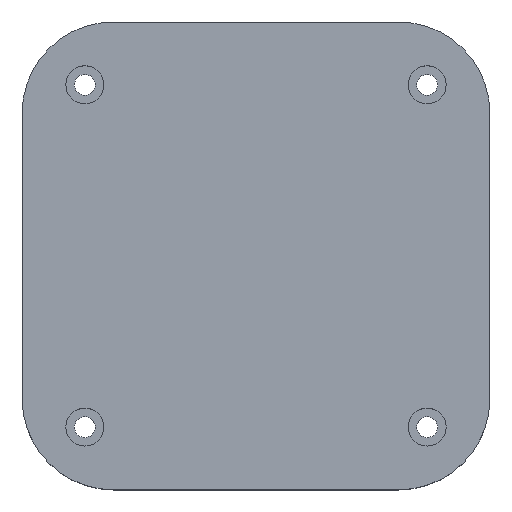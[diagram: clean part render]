
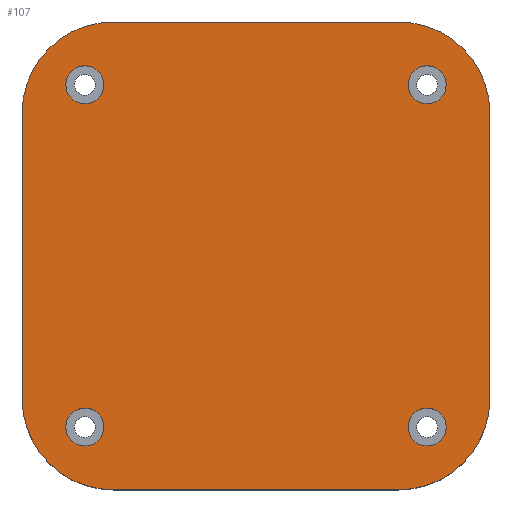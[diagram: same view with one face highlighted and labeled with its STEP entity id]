
A CAD part, top view. The second image highlights one B-rep face of the part: STEP entity #107.
In plain terms, the highlighted planar face has unit normal (0, 0, 1).
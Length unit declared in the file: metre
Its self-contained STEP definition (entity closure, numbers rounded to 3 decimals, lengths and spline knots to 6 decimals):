
#107=ADVANCED_FACE('0:478',(#221,#222,#223,#224,#225),#226,.T.);
#221=FACE_BOUND('',#343,.T.);
#222=FACE_BOUND('',#344,.T.);
#223=FACE_BOUND('',#345,.T.);
#224=FACE_BOUND('',#346,.T.);
#225=FACE_OUTER_BOUND('',#347,.T.);
#226=PLANE('',#348);
#343=EDGE_LOOP('',(#575,#576));
#344=EDGE_LOOP('',(#577,#578));
#345=EDGE_LOOP('',(#579,#580));
#346=EDGE_LOOP('',(#581,#582));
#347=EDGE_LOOP('',(#583,#584,#585,#586,#587,#588,#589,#590,#591,#592,#593,#594));
#348=AXIS2_PLACEMENT_3D('',#595,#596,#597);
#575=ORIENTED_EDGE('',*,*,#774,.F.);
#576=ORIENTED_EDGE('',*,*,#709,.F.);
#577=ORIENTED_EDGE('',*,*,#768,.F.);
#578=ORIENTED_EDGE('',*,*,#724,.F.);
#579=ORIENTED_EDGE('',*,*,#770,.F.);
#580=ORIENTED_EDGE('',*,*,#719,.F.);
#581=ORIENTED_EDGE('',*,*,#772,.F.);
#582=ORIENTED_EDGE('',*,*,#714,.F.);
#583=ORIENTED_EDGE('',*,*,#706,.F.);
#584=ORIENTED_EDGE('',*,*,#776,.F.);
#585=ORIENTED_EDGE('',*,*,#777,.F.);
#586=ORIENTED_EDGE('',*,*,#701,.F.);
#587=ORIENTED_EDGE('',*,*,#778,.F.);
#588=ORIENTED_EDGE('',*,*,#779,.F.);
#589=ORIENTED_EDGE('',*,*,#696,.F.);
#590=ORIENTED_EDGE('',*,*,#780,.F.);
#591=ORIENTED_EDGE('',*,*,#781,.F.);
#592=ORIENTED_EDGE('',*,*,#691,.F.);
#593=ORIENTED_EDGE('',*,*,#782,.F.);
#594=ORIENTED_EDGE('',*,*,#783,.F.);
#595=CARTESIAN_POINT('',(0.0,0.0,0.025));
#596=DIRECTION('',(0.0,0.0,1.0));
#597=DIRECTION('',(1.0,0.0,0.0));
#691=EDGE_CURVE('0:205',#812,#808,#814,.T.);
#696=EDGE_CURVE('0:193',#821,#817,#823,.T.);
#701=EDGE_CURVE('0:181',#830,#826,#832,.T.);
#706=EDGE_CURVE('0:169',#839,#835,#841,.T.);
#709=EDGE_CURVE('0:544',#843,#846,#847,.T.);
#714=EDGE_CURVE('0:554',#852,#855,#856,.T.);
#719=EDGE_CURVE('0:564',#861,#864,#865,.T.);
#724=EDGE_CURVE('0:574',#870,#873,#874,.T.);
#768=EDGE_CURVE('0:574',#873,#870,#935,.T.);
#770=EDGE_CURVE('0:564',#864,#861,#937,.T.);
#772=EDGE_CURVE('0:554',#855,#852,#939,.T.);
#774=EDGE_CURVE('0:544',#846,#843,#941,.T.);
#776=EDGE_CURVE('0:110',#943,#839,#944,.T.);
#777=EDGE_CURVE('0:181',#826,#943,#945,.T.);
#778=EDGE_CURVE('0:101',#946,#830,#947,.T.);
#779=EDGE_CURVE('0:193',#817,#946,#948,.T.);
#780=EDGE_CURVE('0:89',#949,#821,#950,.T.);
#781=EDGE_CURVE('0:205',#808,#949,#951,.T.);
#782=EDGE_CURVE('0:119',#952,#812,#953,.T.);
#783=EDGE_CURVE('0:169',#835,#952,#954,.T.);
#808=VERTEX_POINT('',#983);
#812=VERTEX_POINT('',#988);
#814=CIRCLE('',#991,0.024);
#817=VERTEX_POINT('',#994);
#821=VERTEX_POINT('',#999);
#823=CIRCLE('',#1002,0.024);
#826=VERTEX_POINT('',#1005);
#830=VERTEX_POINT('',#1010);
#832=CIRCLE('',#1013,0.024);
#835=VERTEX_POINT('',#1016);
#839=VERTEX_POINT('',#1021);
#841=CIRCLE('',#1024,0.024);
#843=VERTEX_POINT('',#1026);
#846=VERTEX_POINT('',#1030);
#847=CIRCLE('',#1031,0.005);
#852=VERTEX_POINT('',#1037);
#855=VERTEX_POINT('',#1041);
#856=CIRCLE('',#1042,0.005);
#861=VERTEX_POINT('',#1048);
#864=VERTEX_POINT('',#1052);
#865=CIRCLE('',#1053,0.005);
#870=VERTEX_POINT('',#1059);
#873=VERTEX_POINT('',#1063);
#874=CIRCLE('',#1064,0.005);
#935=CIRCLE('',#1134,0.005);
#937=CIRCLE('',#1136,0.005);
#939=CIRCLE('',#1138,0.005);
#941=CIRCLE('',#1140,0.005);
#943=VERTEX_POINT('',#1142);
#944=LINE('',#1143,#1144);
#945=CIRCLE('',#1145,0.024);
#946=VERTEX_POINT('',#1146);
#947=LINE('',#1147,#1148);
#948=CIRCLE('',#1149,0.024);
#949=VERTEX_POINT('',#1150);
#950=LINE('',#1151,#1152);
#951=CIRCLE('',#1153,0.024);
#952=VERTEX_POINT('',#1154);
#953=LINE('',#1155,#1156);
#954=CIRCLE('',#1157,0.024);
#983=CARTESIAN_POINT('',(0.007029,0.115971,0.025));
#988=CARTESIAN_POINT('',(0.0,0.099,0.025));
#991=AXIS2_PLACEMENT_3D('',#1197,#1198,#1199);
#994=CARTESIAN_POINT('',(0.115971,0.115971,0.025));
#999=CARTESIAN_POINT('',(0.099,0.123,0.025));
#1002=AXIS2_PLACEMENT_3D('',#1205,#1206,#1207);
#1005=CARTESIAN_POINT('',(0.115971,0.007029,0.025));
#1010=CARTESIAN_POINT('',(0.123,0.024,0.025));
#1013=AXIS2_PLACEMENT_3D('',#1213,#1214,#1215);
#1016=CARTESIAN_POINT('',(0.007029,0.007029,0.025));
#1021=CARTESIAN_POINT('',(0.024,0.0,0.025));
#1024=AXIS2_PLACEMENT_3D('',#1221,#1222,#1223);
#1026=CARTESIAN_POINT('',(0.0115,0.0165,0.025));
#1030=CARTESIAN_POINT('',(0.0215,0.0165,0.025));
#1031=AXIS2_PLACEMENT_3D('',#1225,#1226,#1227);
#1037=CARTESIAN_POINT('',(0.0115,0.1065,0.025));
#1041=CARTESIAN_POINT('',(0.0215,0.1065,0.025));
#1042=AXIS2_PLACEMENT_3D('',#1233,#1234,#1235);
#1048=CARTESIAN_POINT('',(0.1015,0.1065,0.025));
#1052=CARTESIAN_POINT('',(0.1115,0.1065,0.025));
#1053=AXIS2_PLACEMENT_3D('',#1241,#1242,#1243);
#1059=CARTESIAN_POINT('',(0.1015,0.0165,0.025));
#1063=CARTESIAN_POINT('',(0.1115,0.0165,0.025));
#1064=AXIS2_PLACEMENT_3D('',#1249,#1250,#1251);
#1134=AXIS2_PLACEMENT_3D('',#1324,#1325,#1326);
#1136=AXIS2_PLACEMENT_3D('',#1327,#1328,#1329);
#1138=AXIS2_PLACEMENT_3D('',#1330,#1331,#1332);
#1140=AXIS2_PLACEMENT_3D('',#1333,#1334,#1335);
#1142=CARTESIAN_POINT('',(0.099,0.0,0.025));
#1143=CARTESIAN_POINT('',(0.0,0.0,0.025));
#1144=VECTOR('',#1336,1.0);
#1145=AXIS2_PLACEMENT_3D('',#1337,#1338,#1339);
#1146=CARTESIAN_POINT('',(0.123,0.099,0.025));
#1147=CARTESIAN_POINT('',(0.123,0.0,0.025));
#1148=VECTOR('',#1340,1.0);
#1149=AXIS2_PLACEMENT_3D('',#1341,#1342,#1343);
#1150=CARTESIAN_POINT('',(0.024,0.123,0.025));
#1151=CARTESIAN_POINT('',(0.123,0.123,0.025));
#1152=VECTOR('',#1344,1.0);
#1153=AXIS2_PLACEMENT_3D('',#1345,#1346,#1347);
#1154=CARTESIAN_POINT('',(0.0,0.024,0.025));
#1155=CARTESIAN_POINT('',(0.0,0.123,0.025));
#1156=VECTOR('',#1348,1.0);
#1157=AXIS2_PLACEMENT_3D('',#1349,#1350,#1351);
#1197=CARTESIAN_POINT('',(0.024,0.099,0.025));
#1198=DIRECTION('',(-0.0,0.0,-1.0));
#1199=DIRECTION('',(-0.707,0.707,0.0));
#1205=CARTESIAN_POINT('',(0.099,0.099,0.025));
#1206=DIRECTION('',(0.0,0.0,-1.0));
#1207=DIRECTION('',(0.707,0.707,0.0));
#1213=CARTESIAN_POINT('',(0.099,0.024,0.025));
#1214=DIRECTION('',(0.0,-0.0,-1.0));
#1215=DIRECTION('',(0.707,-0.707,0.0));
#1221=CARTESIAN_POINT('',(0.024,0.024,0.025));
#1222=DIRECTION('',(-0.0,0.0,-1.0));
#1223=DIRECTION('',(-0.707,-0.707,0.0));
#1225=CARTESIAN_POINT('',(0.0165,0.0165,0.025));
#1226=DIRECTION('',(0.0,0.0,1.0));
#1227=DIRECTION('',(1.0,0.0,-0.0));
#1233=CARTESIAN_POINT('',(0.0165,0.1065,0.025));
#1234=DIRECTION('',(0.0,0.0,1.0));
#1235=DIRECTION('',(1.0,0.0,-0.0));
#1241=CARTESIAN_POINT('',(0.1065,0.1065,0.025));
#1242=DIRECTION('',(0.0,0.0,1.0));
#1243=DIRECTION('',(1.0,0.0,-0.0));
#1249=CARTESIAN_POINT('',(0.1065,0.0165,0.025));
#1250=DIRECTION('',(0.0,0.0,1.0));
#1251=DIRECTION('',(1.0,0.0,-0.0));
#1324=CARTESIAN_POINT('',(0.1065,0.0165,0.025));
#1325=DIRECTION('',(0.0,0.0,1.0));
#1326=DIRECTION('',(1.0,0.0,-0.0));
#1327=CARTESIAN_POINT('',(0.1065,0.1065,0.025));
#1328=DIRECTION('',(0.0,0.0,1.0));
#1329=DIRECTION('',(1.0,0.0,-0.0));
#1330=CARTESIAN_POINT('',(0.0165,0.1065,0.025));
#1331=DIRECTION('',(0.0,0.0,1.0));
#1332=DIRECTION('',(1.0,0.0,-0.0));
#1333=CARTESIAN_POINT('',(0.0165,0.0165,0.025));
#1334=DIRECTION('',(0.0,0.0,1.0));
#1335=DIRECTION('',(1.0,0.0,-0.0));
#1336=DIRECTION('',(-1.0,-0.0,-0.0));
#1337=CARTESIAN_POINT('',(0.099,0.024,0.025));
#1338=DIRECTION('',(0.0,-0.0,-1.0));
#1339=DIRECTION('',(0.707,-0.707,0.0));
#1340=DIRECTION('',(-0.0,-1.0,-0.0));
#1341=CARTESIAN_POINT('',(0.099,0.099,0.025));
#1342=DIRECTION('',(0.0,0.0,-1.0));
#1343=DIRECTION('',(0.707,0.707,0.0));
#1344=DIRECTION('',(1.0,0.0,0.0));
#1345=CARTESIAN_POINT('',(0.024,0.099,0.025));
#1346=DIRECTION('',(-0.0,0.0,-1.0));
#1347=DIRECTION('',(-0.707,0.707,0.0));
#1348=DIRECTION('',(0.0,1.0,0.0));
#1349=CARTESIAN_POINT('',(0.024,0.024,0.025));
#1350=DIRECTION('',(-0.0,0.0,-1.0));
#1351=DIRECTION('',(-0.707,-0.707,0.0));
